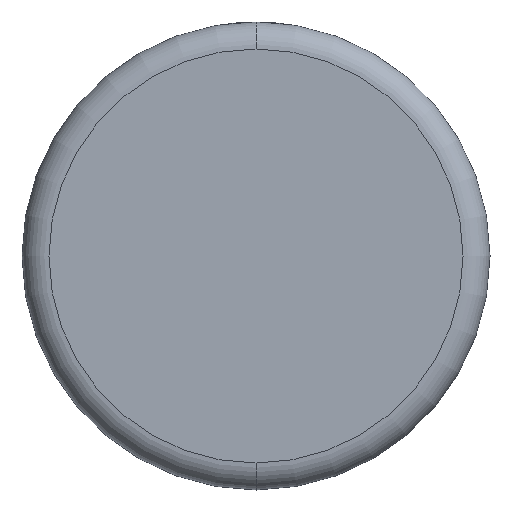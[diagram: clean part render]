
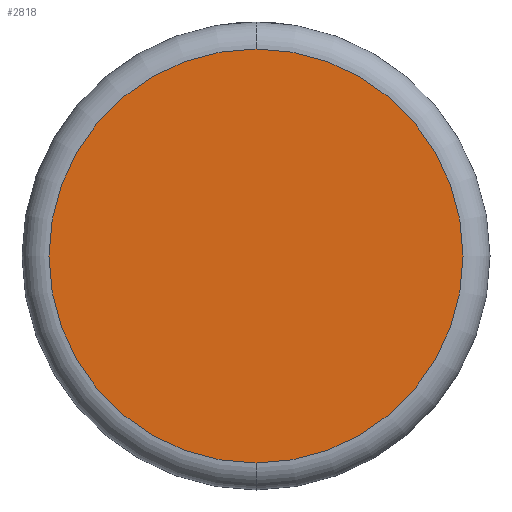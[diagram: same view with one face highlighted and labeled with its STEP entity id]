
A CAD part, front view. The second image highlights one B-rep face of the part: STEP entity #2818.
In plain terms, the highlighted planar face has unit normal (0, -1, 0).
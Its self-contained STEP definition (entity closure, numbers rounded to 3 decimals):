
#73 = DIRECTION ( 'NONE',  ( 0., -1., 0. ) ) ;
#513 = CARTESIAN_POINT ( 'NONE',  ( 0., 0., -18.138 ) ) ;
#715 = CARTESIAN_POINT ( 'NONE',  ( 0., 0., 18.138 ) ) ;
#730 = CARTESIAN_POINT ( 'NONE',  ( 0., 0., 0. ) ) ;
#1093 = VERTEX_POINT ( 'NONE', #715 ) ;
#1268 = VERTEX_POINT ( 'NONE', #513 ) ;
#1285 = ORIENTED_EDGE ( 'NONE', *, *, #1653, .T. ) ;
#1509 = EDGE_LOOP ( 'NONE', ( #1990, #1285 ) ) ;
#1513 = DIRECTION ( 'NONE',  ( 0., 0., 1. ) ) ;
#1653 = EDGE_CURVE ( 'NONE', #1268, #1093, #3710, .T. ) ;
#1792 = PLANE ( 'NONE',  #4619 ) ;
#1990 = ORIENTED_EDGE ( 'NONE', *, *, #3826, .T. ) ;
#2492 = DIRECTION ( 'NONE',  ( 0., -1., 0. ) ) ;
#2584 = DIRECTION ( 'NONE',  ( 0., 1., 0. ) ) ;
#2818 = ADVANCED_FACE ( 'NONE', ( #4622 ), #1792, .F. ) ;
#2819 = DIRECTION ( 'NONE',  ( 0., 0., 1. ) ) ;
#2941 = DIRECTION ( 'NONE',  ( 0., 0., 1. ) ) ;
#3710 = CIRCLE ( 'NONE', #4447, 18.138 ) ;
#3815 = AXIS2_PLACEMENT_3D ( 'NONE', #3959, #2492, #2819 ) ;
#3826 = EDGE_CURVE ( 'NONE', #1093, #1268, #4600, .T. ) ;
#3959 = CARTESIAN_POINT ( 'NONE',  ( 0., 0., 0. ) ) ;
#4372 = CARTESIAN_POINT ( 'NONE',  ( 0., 0., 0. ) ) ;
#4447 = AXIS2_PLACEMENT_3D ( 'NONE', #730, #73, #1513 ) ;
#4600 = CIRCLE ( 'NONE', #3815, 18.138 ) ;
#4619 = AXIS2_PLACEMENT_3D ( 'NONE', #4372, #2584, #2941 ) ;
#4622 = FACE_OUTER_BOUND ( 'NONE', #1509, .T. ) ;
